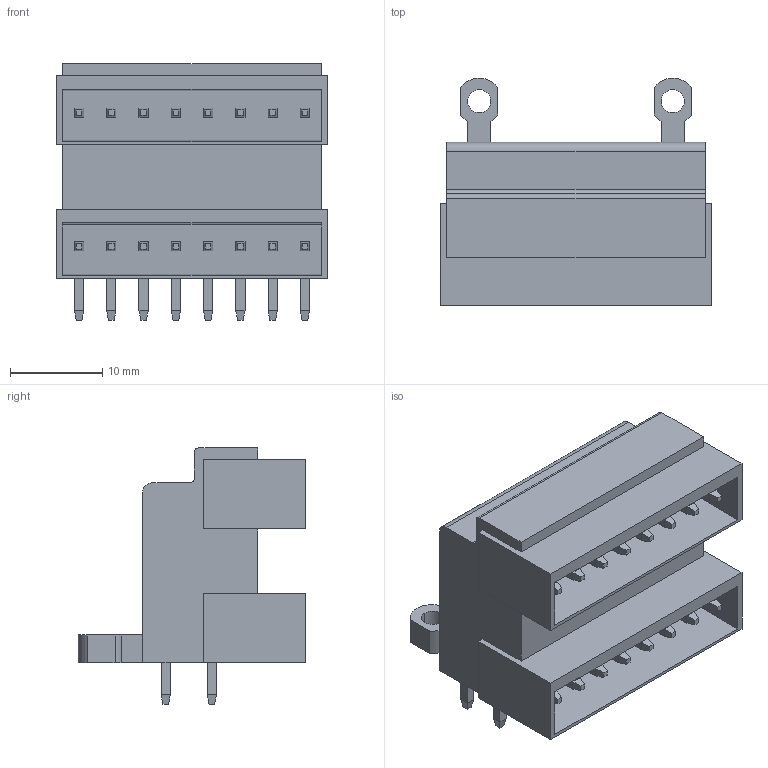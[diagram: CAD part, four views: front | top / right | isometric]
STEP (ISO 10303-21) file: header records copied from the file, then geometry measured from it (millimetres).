
FILE_DESCRIPTION(('CATIA V5 STEP Exchange','CAx-IF Rec.Pracs.--- Model Styling and Organization---1.4--- 2014-01-23'),'2;1');
FILE_NAME ('D1488750_0_1634330000_1634330000.stp','2021-06-07T11:57:46+00:00',('none'),('Weidmueller'),'CATIA Version 5-6 Release 2016 SP3 HF44','CATIA V5 STEP AP214','none');
FILE_SCHEMA(('AUTOMOTIVE_DESIGN { 1 0 10303 214 1 1 1 1 }'));
Length unit declared in the file: millimetre
Products named in the file (1): 1634330000
Bounding box: 29.4 x 24.7 x 27.8 mm (x, y, z)
Volume: 7769.1 mm3; surface area: 7298 mm2
Topology: 17 solids, 17 shells, 409 faces, 991 edges, 618 vertices
Faces by surface type: plane 394, cylinder 15
Entity records: 11613 total; most frequent: ORIENTED_EDGE 1982, CARTESIAN_POINT 1936, DIRECTION 1643, EDGE_CURVE 991, VECTOR 961, LINE 961, VERTEX_POINT 618, EDGE_LOOP 447
